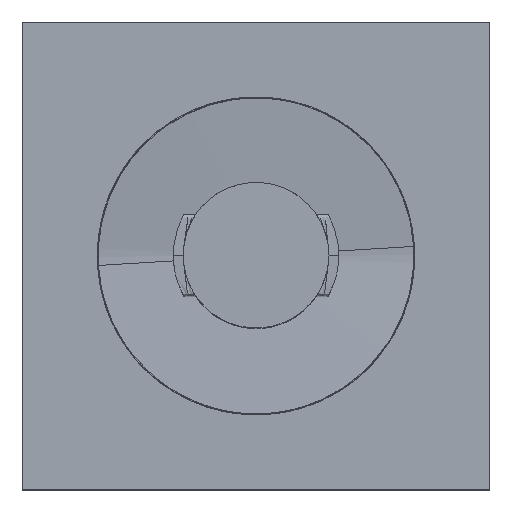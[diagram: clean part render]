
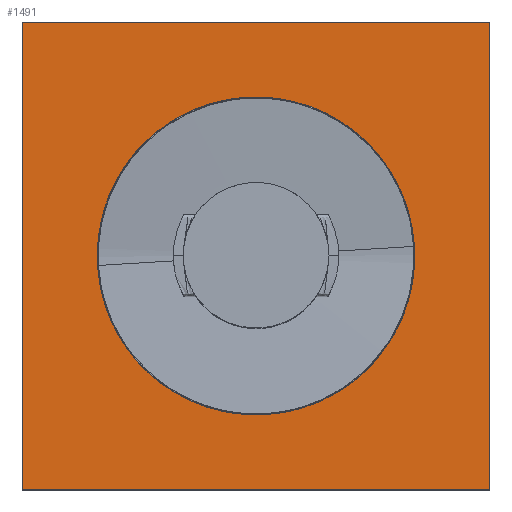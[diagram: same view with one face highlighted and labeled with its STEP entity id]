
A CAD part, top view. The second image highlights one B-rep face of the part: STEP entity #1491.
In plain terms, the highlighted planar face has unit normal (0, 0, 1).
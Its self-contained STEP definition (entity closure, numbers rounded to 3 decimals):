
#105=FACE_BOUND('',#3161,.T.);
#164=B_SPLINE_CURVE_WITH_KNOTS('',1,(#15487,#15488),.UNSPECIFIED.,.F.,.F.,
(2,2),(0.,200.),.UNSPECIFIED.);
#167=B_SPLINE_CURVE_WITH_KNOTS('',1,(#15493,#15494),.UNSPECIFIED.,.F.,.F.,
(2,2),(0.,200.),.UNSPECIFIED.);
#170=B_SPLINE_CURVE_WITH_KNOTS('',1,(#15499,#15500),.UNSPECIFIED.,.F.,.F.,
(2,2),(0.,200.),.UNSPECIFIED.);
#173=B_SPLINE_CURVE_WITH_KNOTS('',1,(#15505,#15506),.UNSPECIFIED.,.F.,.F.,
(2,2),(0.,200.),.UNSPECIFIED.);
#1142=PLANE('',#13593);
#1491=ADVANCED_FACE('',(#2325,#105),#1142,.T.);
#2325=FACE_OUTER_BOUND('',#3160,.T.);
#3160=EDGE_LOOP('',(#4106,#4107,#4108,#4109));
#3161=EDGE_LOOP('',(#4110,#4111));
#4106=ORIENTED_EDGE('',*,*,#7908,.F.);
#4107=ORIENTED_EDGE('',*,*,#7905,.F.);
#4108=ORIENTED_EDGE('',*,*,#7902,.F.);
#4109=ORIENTED_EDGE('',*,*,#7899,.F.);
#4110=ORIENTED_EDGE('',*,*,#7910,.T.);
#4111=ORIENTED_EDGE('',*,*,#7909,.T.);
#7899=EDGE_CURVE('',#11378,#11379,#164,.T.);
#7902=EDGE_CURVE('',#11379,#11381,#167,.T.);
#7905=EDGE_CURVE('',#11381,#11383,#170,.T.);
#7908=EDGE_CURVE('',#11383,#11378,#173,.T.);
#7909=EDGE_CURVE('',#11384,#11385,#10121,.T.);
#7910=EDGE_CURVE('',#11385,#11384,#10122,.T.);
#10121=(
BOUNDED_CURVE()
B_SPLINE_CURVE(2,(#15507,#15508,#15509,#15510,#15511),.UNSPECIFIED.,.F.,
 .F.)
B_SPLINE_CURVE_WITH_KNOTS((3,2,3),(91.106,136.659,182.212),
 .UNSPECIFIED.)
CURVE()
GEOMETRIC_REPRESENTATION_ITEM()
RATIONAL_B_SPLINE_CURVE((1.,0.707,1.,0.707,1.))
REPRESENTATION_ITEM('')
);
#10122=(
BOUNDED_CURVE()
B_SPLINE_CURVE(2,(#15512,#15513,#15514,#15515,#15516),.UNSPECIFIED.,.F.,
 .F.)
B_SPLINE_CURVE_WITH_KNOTS((3,2,3),(0.,45.553,91.106),
 .UNSPECIFIED.)
CURVE()
GEOMETRIC_REPRESENTATION_ITEM()
RATIONAL_B_SPLINE_CURVE((1.,0.707,1.,0.707,1.))
REPRESENTATION_ITEM('')
);
#11378=VERTEX_POINT('',#15473);
#11379=VERTEX_POINT('',#15474);
#11381=VERTEX_POINT('',#15476);
#11383=VERTEX_POINT('',#15478);
#11384=VERTEX_POINT('',#15479);
#11385=VERTEX_POINT('',#15480);
#13593=AXIS2_PLACEMENT_3D('',#15459,#13702,$);
#13702=DIRECTION('',(0.,0.,1.));
#15459=CARTESIAN_POINT('',(120.6,-120.611,14.75));
#15473=CARTESIAN_POINT('',(-100.009,-100.001,14.75));
#15474=CARTESIAN_POINT('',(-100.009,99.999,14.75));
#15476=CARTESIAN_POINT('',(99.991,99.999,14.75));
#15478=CARTESIAN_POINT('',(99.991,-100.001,14.75));
#15479=CARTESIAN_POINT('',(28.991,-0.001,14.75));
#15480=CARTESIAN_POINT('',(-29.009,-0.001,14.75));
#15487=CARTESIAN_POINT('',(-100.009,-100.001,14.75));
#15488=CARTESIAN_POINT('',(-100.009,99.999,14.75));
#15493=CARTESIAN_POINT('',(-100.009,99.999,14.75));
#15494=CARTESIAN_POINT('',(99.991,99.999,14.75));
#15499=CARTESIAN_POINT('',(99.991,99.999,14.75));
#15500=CARTESIAN_POINT('',(99.991,-100.001,14.75));
#15505=CARTESIAN_POINT('',(99.991,-100.001,14.75));
#15506=CARTESIAN_POINT('',(-100.009,-100.001,14.75));
#15507=CARTESIAN_POINT('',(28.991,-0.001,14.75));
#15508=CARTESIAN_POINT('',(28.991,-29.001,14.75));
#15509=CARTESIAN_POINT('',(-0.009,-29.001,14.75));
#15510=CARTESIAN_POINT('',(-29.009,-29.001,14.75));
#15511=CARTESIAN_POINT('',(-29.009,-0.001,14.75));
#15512=CARTESIAN_POINT('',(-29.009,-0.001,14.75));
#15513=CARTESIAN_POINT('',(-29.009,28.999,14.75));
#15514=CARTESIAN_POINT('',(-0.009,28.999,14.75));
#15515=CARTESIAN_POINT('',(28.991,28.999,14.75));
#15516=CARTESIAN_POINT('',(28.991,-0.001,14.75));
